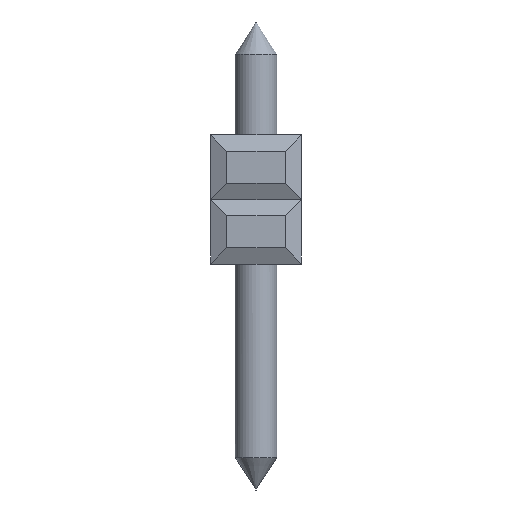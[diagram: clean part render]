
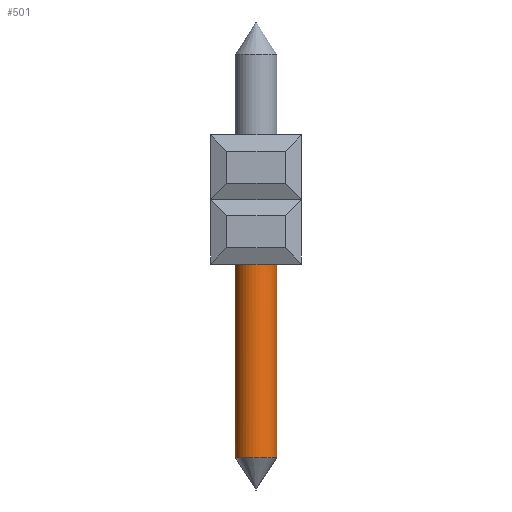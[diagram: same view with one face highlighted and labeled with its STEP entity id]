
A CAD part, left-side view. The second image highlights one B-rep face of the part: STEP entity #501.
In plain terms, the highlighted cylindrical face has radius 0.65 mm (diameter 1.3 mm), a full revolution.
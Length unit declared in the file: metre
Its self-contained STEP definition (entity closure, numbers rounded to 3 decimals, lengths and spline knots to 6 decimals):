
#501=ADVANCED_FACE('',(#1069,#1070),#1071,.T.);
#1069=FACE_OUTER_BOUND('',#1674,.T.);
#1070=FACE_OUTER_BOUND('',#1675,.T.);
#1071=CYLINDRICAL_SURFACE('',#1676,0.00065);
#1674=EDGE_LOOP('',(#3057));
#1675=EDGE_LOOP('',(#3058));
#1676=AXIS2_PLACEMENT_3D('',#3059,#3060,#3061);
#3057=ORIENTED_EDGE('',*,*,#3701,.F.);
#3058=ORIENTED_EDGE('',*,*,#3484,.F.);
#3059=CARTESIAN_POINT('',(0.08565,-0.03326,0.0005));
#3060=DIRECTION('',(0.0,0.,-1.0));
#3061=DIRECTION('',(-1.0,0.0,0.0));
#3484=EDGE_CURVE('',#4170,#4170,#4171,.T.);
#3701=EDGE_CURVE('',#4507,#4507,#4508,.T.);
#4170=VERTEX_POINT('',#5109);
#4171=CIRCLE('',#5110,0.00065);
#4507=VERTEX_POINT('',#5611);
#4508=CIRCLE('',#5612,0.00065);
#5109=CARTESIAN_POINT('',(0.08604,-0.03274,-0.01));
#5110=AXIS2_PLACEMENT_3D('',#6205,#6206,#6207);
#5611=CARTESIAN_POINT('',(0.08565,-0.03391,-0.0038));
#5612=AXIS2_PLACEMENT_3D('',#6394,#6395,#6396);
#6205=CARTESIAN_POINT('',(0.08565,-0.03326,-0.01));
#6206=DIRECTION('',(0.,0.,-1.0));
#6207=DIRECTION('',(0.6,0.8,0.));
#6394=CARTESIAN_POINT('',(0.08565,-0.03326,-0.0038));
#6395=DIRECTION('',(0.0,0.,1.0));
#6396=DIRECTION('',(0.0,-1.0,0.));
